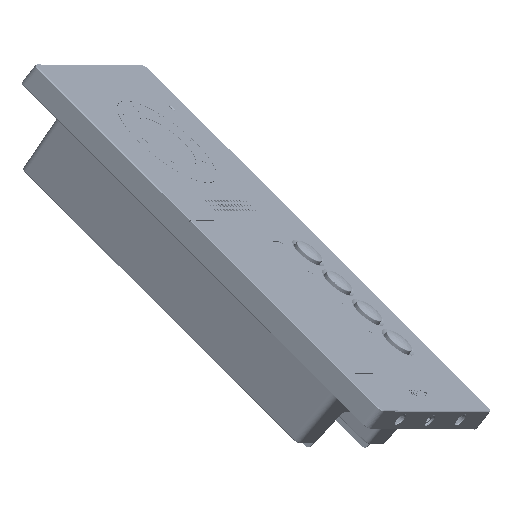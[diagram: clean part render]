
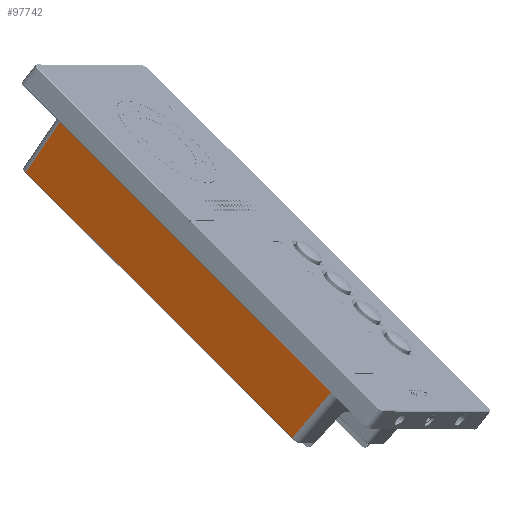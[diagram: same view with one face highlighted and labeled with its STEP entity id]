
A CAD part, isometric view. The second image highlights one B-rep face of the part: STEP entity #97742.
In plain terms, the highlighted face is planar.
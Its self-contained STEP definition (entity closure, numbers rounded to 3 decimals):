
#96104=CARTESIAN_POINT('Vertex',(-41.906,0.,-183.41)) ;
#96107=CARTESIAN_POINT('Line Origine',(-41.906,0.,-99.5)) ;
#96111=CARTESIAN_POINT('Vertex',(-41.906,0.,-15.59)) ;
#97704=CARTESIAN_POINT('Vertex',(-40.343,-29.826,-181.847)) ;
#97707=CARTESIAN_POINT('Line Origine',(-38.116,-72.303,-179.621)) ;
#97719=CARTESIAN_POINT('Axis2P3D Location',(-42.,1.8,-190.008)) ;
#97724=CARTESIAN_POINT('Line Origine',(-40.343,-29.826,-99.5)) ;
#97728=CARTESIAN_POINT('Vertex',(-40.343,-29.826,-17.153)) ;
#97731=CARTESIAN_POINT('Line Origine',(-41.124,-14.913,-16.372)) ;
#96108=DIRECTION('Vector Direction',(0.,0.,-1.)) ;
#97708=DIRECTION('Vector Direction',(0.052,-0.997,0.052)) ;
#97720=DIRECTION('Axis2P3D Direction',(0.999,0.052,0.)) ;
#97721=DIRECTION('Axis2P3D XDirection',(0.,0.,-1.)) ;
#97725=DIRECTION('Vector Direction',(0.,0.,1.)) ;
#97732=DIRECTION('Vector Direction',(-0.052,0.997,0.052)) ;
#97722=AXIS2_PLACEMENT_3D('Plane Axis2P3D',#97719,#97720,#97721) ;
#97737=ORIENTED_EDGE('',*,*,#96113,.T.) ;
#97738=ORIENTED_EDGE('',*,*,#97711,.F.) ;
#97739=ORIENTED_EDGE('',*,*,#97730,.T.) ;
#97740=ORIENTED_EDGE('',*,*,#97735,.T.) ;
#96109=VECTOR('Line Direction',#96108,1.) ;
#97709=VECTOR('Line Direction',#97708,1.) ;
#97726=VECTOR('Line Direction',#97725,1.) ;
#97733=VECTOR('Line Direction',#97732,1.) ;
#97742=ADVANCED_FACE('1096\\1076\\1035\\MANIFOLD_SOLID_BREP #116043',(#97741),#97723,.F.) ;
#96113=EDGE_CURVE('',#96112,#96105,#96110,.T.) ;
#97711=EDGE_CURVE('',#97705,#96105,#97710,.F.) ;
#97730=EDGE_CURVE('',#97705,#97729,#97727,.T.) ;
#97735=EDGE_CURVE('',#97729,#96112,#97734,.T.) ;
#97736=EDGE_LOOP('',(#97737,#97738,#97739,#97740)) ;
#97741=FACE_OUTER_BOUND('',#97736,.T.) ;
#96110=LINE('Line',#96107,#96109) ;
#97710=LINE('Line',#97707,#97709) ;
#97727=LINE('Line',#97724,#97726) ;
#97734=LINE('Line',#97731,#97733) ;
#97723=PLANE('',#97722) ;
#96105=VERTEX_POINT('',#96104) ;
#96112=VERTEX_POINT('',#96111) ;
#97705=VERTEX_POINT('',#97704) ;
#97729=VERTEX_POINT('',#97728) ;
